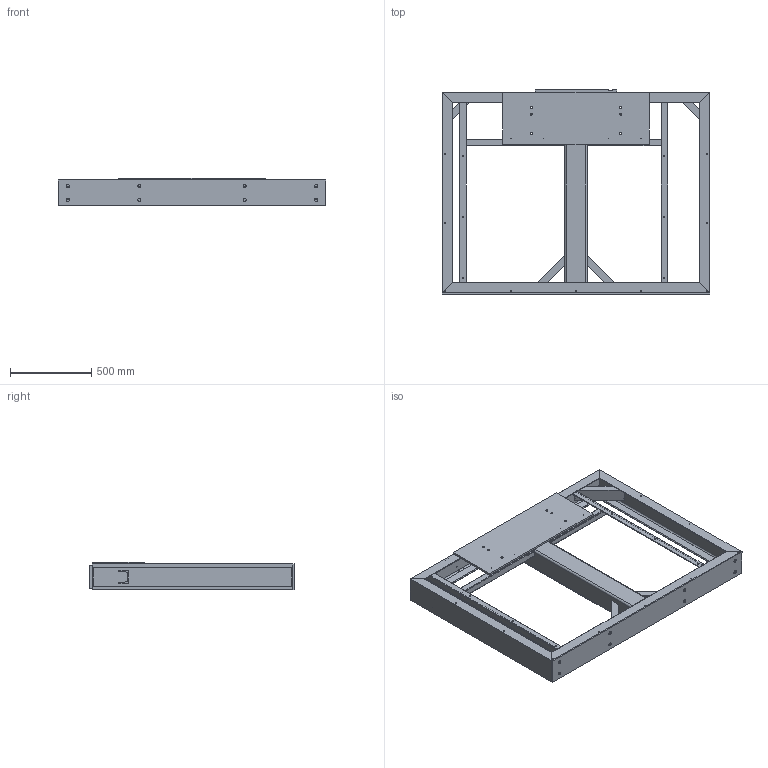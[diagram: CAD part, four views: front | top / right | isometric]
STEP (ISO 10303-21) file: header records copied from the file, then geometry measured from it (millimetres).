
FILE_DESCRIPTION (( 'STEP AP203' ), '1' );
FILE_NAME ('1.12.59.482001.step', '2021-08-31T07:50:42', ( '' ), ( '' ), 'SwSTEP 2.0', 'SolidWorks 2016', '' );
FILE_SCHEMA (( 'CONFIG_CONTROL_DESIGN' ));
Length unit declared in the file: millimetre
Products named in the file (1): 1.12.59.482001
Bounding box: 1650 x 1258 x 172 mm (x, y, z)
Volume: 25311542.5 mm3; surface area: 6820777.3 mm2
Topology: 19 solids, 19 shells, 490 faces, 1363 edges, 894 vertices
Faces by surface type: cylinder 246, plane 213, cone 31
Entity records: 17159 total; most frequent: CARTESIAN_POINT 4492, ORIENTED_EDGE 2694, DIRECTION 2474, EDGE_CURVE 1347, VERTEX_POINT 894, AXIS2_PLACEMENT_3D 848, VECTOR 778, LINE 778
